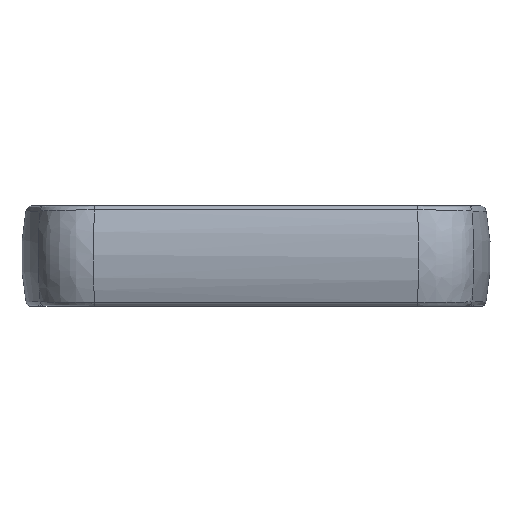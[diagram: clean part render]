
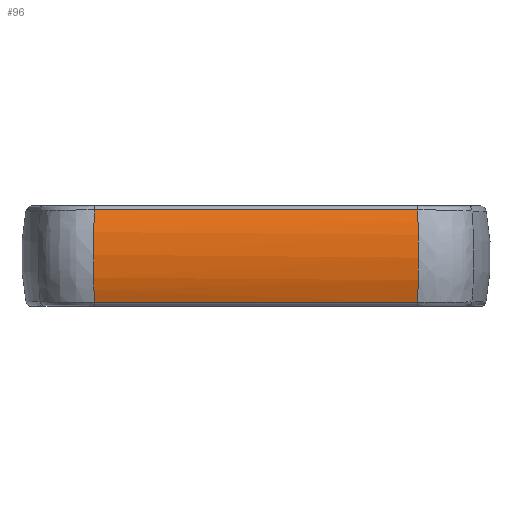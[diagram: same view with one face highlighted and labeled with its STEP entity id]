
A CAD part, top view. The second image highlights one B-rep face of the part: STEP entity #96.
In plain terms, the highlighted cylindrical face has radius 35 mm (diameter 70 mm), a partial arc.
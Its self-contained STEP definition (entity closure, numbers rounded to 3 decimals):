
#96 = ADVANCED_FACE( '', ( #222 ), #223, .T. );
#222 = FACE_OUTER_BOUND( '', #1017, .T. );
#223 = CYLINDRICAL_SURFACE( '', #1018, 35. );
#1017 = EDGE_LOOP( '', ( #2517, #2518, #2519, #2520 ) );
#1018 = AXIS2_PLACEMENT_3D( '', #2521, #2522, #2523 );
#2517 = ORIENTED_EDGE( '', *, *, #2749, .T. );
#2518 = ORIENTED_EDGE( '', *, *, #2764, .T. );
#2519 = ORIENTED_EDGE( '', *, *, #2803, .T. );
#2520 = ORIENTED_EDGE( '', *, *, #2804, .T. );
#2521 = CARTESIAN_POINT( '', ( 131.007, 0., 2. ) );
#2522 = DIRECTION( '', ( 1., 0., 0. ) );
#2523 = DIRECTION( '', ( 0., 0., 1. ) );
#2749 = EDGE_CURVE( '', #2892, #2890, #2893, .T. );
#2764 = EDGE_CURVE( '', #2890, #2899, #2916, .T. );
#2803 = EDGE_CURVE( '', #2899, #2979, #2980, .T. );
#2804 = EDGE_CURVE( '', #2979, #2892, #2981, .F. );
#2890 = VERTEX_POINT( '', #3125 );
#2892 = VERTEX_POINT( '', #3174 );
#2893 = B_SPLINE_CURVE_WITH_KNOTS( '', 3, ( #3175, #3176, #3177, #3178, #3179, #3180, #3181, #3182, #3183, #3184, #3185, #3186, #3187, #3188, #3189, #3190, #3191, #3192, #3193, #3194, #3195, #3196, #3197, #3198, #3199, #3200, #3201, #3202, #3203, #3204, #3205, #3206, #3207, #3208, #3209, #3210, #3211 ), .UNSPECIFIED., .F., .F., ( 4, 2, 1, 2, 2, 2, 1, 1, 1, 1, 1, 1, 2, 2, 1, 1, 2, 1, 1, 1, 2, 1, 2, 2, 4 ), ( 0.001, 0.003, 0.003, 0.003, 0.003, 0.004, 0.006, 0.007, 0.009, 0.01, 0.012, 0.013, 0.015, 0.015, 0.015, 0.016, 0.016, 0.018, 0.019, 0.021, 0.022, 0.023, 0.024, 0.024, 0.026 ), .UNSPECIFIED. );
#2899 = VERTEX_POINT( '', #3271 );
#2916 = LINE( '', #3428, #3429 );
#2979 = VERTEX_POINT( '', #3782 );
#2980 = B_SPLINE_CURVE_WITH_KNOTS( '', 3, ( #3783, #3784, #3785, #3786, #3787, #3788, #3789, #3790, #3791, #3792, #3793, #3794, #3795, #3796, #3797, #3798, #3799, #3800, #3801, #3802, #3803, #3804, #3805, #3806, #3807, #3808, #3809, #3810, #3811, #3812, #3813, #3814, #3815, #3816, #3817, #3818 ), .UNSPECIFIED., .F., .F., ( 4, 2, 2, 2, 2, 1, 1, 1, 1, 1, 2, 1, 1, 2, 2, 1, 1, 1, 1, 2, 1, 2, 2, 4 ), ( 0.001, 0.003, 0.003, 0.004, 0.004, 0.006, 0.007, 0.009, 0.01, 0.012, 0.013, 0.014, 0.015, 0.015, 0.015, 0.017, 0.018, 0.02, 0.021, 0.023, 0.023, 0.024, 0.024, 0.026 ), .UNSPECIFIED. );
#2981 = LINE( '', #3819, #3820 );
#3125 = CARTESIAN_POINT( '', ( 41.725, 11.842, 34.936 ) );
#3174 = CARTESIAN_POINT( '', ( 41.72, -12.015, 34.873 ) );
#3175 = CARTESIAN_POINT( '', ( 41.72, -12.015, 34.873 ) );
#3176 = CARTESIAN_POINT( '', ( 41.734, -11.536, 35.048 ) );
#3177 = CARTESIAN_POINT( '', ( 41.748, -11.053, 35.213 ) );
#3178 = CARTESIAN_POINT( '', ( 41.764, -10.445, 35.405 ) );
#3179 = CARTESIAN_POINT( '', ( 41.769, -10.263, 35.462 ) );
#3180 = CARTESIAN_POINT( '', ( 41.774, -10.079, 35.517 ) );
#3181 = CARTESIAN_POINT( '', ( 41.777, -9.957, 35.554 ) );
#3182 = CARTESIAN_POINT( '', ( 41.778, -9.896, 35.572 ) );
#3183 = CARTESIAN_POINT( '', ( 41.786, -9.59, 35.661 ) );
#3184 = CARTESIAN_POINT( '', ( 41.791, -9.345, 35.73 ) );
#3185 = CARTESIAN_POINT( '', ( 41.808, -8.609, 35.929 ) );
#3186 = CARTESIAN_POINT( '', ( 41.829, -7.624, 36.171 ) );
#3187 = CARTESIAN_POINT( '', ( 41.855, -6.139, 36.468 ) );
#3188 = CARTESIAN_POINT( '', ( 41.875, -4.647, 36.701 ) );
#3189 = CARTESIAN_POINT( '', ( 41.89, -3.146, 36.869 ) );
#3190 = CARTESIAN_POINT( '', ( 41.899, -1.637, 36.973 ) );
#3191 = CARTESIAN_POINT( '', ( 41.903, -0.12, 37.011 ) );
#3192 = CARTESIAN_POINT( '', ( 41.901, 0.897, 36.992 ) );
#3193 = CARTESIAN_POINT( '', ( 41.899, 1.471, 36.969 ) );
#3194 = CARTESIAN_POINT( '', ( 41.899, 1.534, 36.966 ) );
#3195 = CARTESIAN_POINT( '', ( 41.898, 1.662, 36.961 ) );
#3196 = CARTESIAN_POINT( '', ( 41.897, 1.853, 36.951 ) );
#3197 = CARTESIAN_POINT( '', ( 41.895, 2.299, 36.926 ) );
#3198 = CARTESIAN_POINT( '', ( 41.893, 2.679, 36.898 ) );
#3199 = CARTESIAN_POINT( '', ( 41.887, 3.439, 36.834 ) );
#3200 = CARTESIAN_POINT( '', ( 41.878, 4.449, 36.727 ) );
#3201 = CARTESIAN_POINT( '', ( 41.858, 5.952, 36.501 ) );
#3202 = CARTESIAN_POINT( '', ( 41.832, 7.444, 36.211 ) );
#3203 = CARTESIAN_POINT( '', ( 41.812, 8.431, 35.973 ) );
#3204 = CARTESIAN_POINT( '', ( 41.796, 9.168, 35.779 ) );
#3205 = CARTESIAN_POINT( '', ( 41.787, 9.536, 35.678 ) );
#3206 = CARTESIAN_POINT( '', ( 41.778, 9.903, 35.57 ) );
#3207 = CARTESIAN_POINT( '', ( 41.772, 10.147, 35.497 ) );
#3208 = CARTESIAN_POINT( '', ( 41.769, 10.269, 35.46 ) );
#3209 = CARTESIAN_POINT( '', ( 41.753, 10.879, 35.27 ) );
#3210 = CARTESIAN_POINT( '', ( 41.739, 11.362, 35.108 ) );
#3211 = CARTESIAN_POINT( '', ( 41.725, 11.842, 34.936 ) );
#3271 = CARTESIAN_POINT( '', ( -41.725, 11.842, 34.936 ) );
#3428 = CARTESIAN_POINT( '', ( 131.007, 11.842, 34.936 ) );
#3429 = VECTOR( '', #4538, 1000. );
#3782 = CARTESIAN_POINT( '', ( -41.72, -12.015, 34.873 ) );
#3783 = CARTESIAN_POINT( '', ( -41.725, 11.842, 34.936 ) );
#3784 = CARTESIAN_POINT( '', ( -41.739, 11.362, 35.108 ) );
#3785 = CARTESIAN_POINT( '', ( -41.753, 10.879, 35.27 ) );
#3786 = CARTESIAN_POINT( '', ( -41.769, 10.27, 35.46 ) );
#3787 = CARTESIAN_POINT( '', ( -41.772, 10.148, 35.497 ) );
#3788 = CARTESIAN_POINT( '', ( -41.778, 9.903, 35.57 ) );
#3789 = CARTESIAN_POINT( '', ( -41.781, 9.781, 35.606 ) );
#3790 = CARTESIAN_POINT( '', ( -41.79, 9.413, 35.711 ) );
#3791 = CARTESIAN_POINT( '', ( -41.796, 9.168, 35.779 ) );
#3792 = CARTESIAN_POINT( '', ( -41.812, 8.431, 35.973 ) );
#3793 = CARTESIAN_POINT( '', ( -41.832, 7.446, 36.21 ) );
#3794 = CARTESIAN_POINT( '', ( -41.858, 5.961, 36.5 ) );
#3795 = CARTESIAN_POINT( '', ( -41.877, 4.467, 36.725 ) );
#3796 = CARTESIAN_POINT( '', ( -41.891, 2.965, 36.885 ) );
#3797 = CARTESIAN_POINT( '', ( -41.9, 1.455, 36.981 ) );
#3798 = CARTESIAN_POINT( '', ( -41.902, 0.443, 37.001 ) );
#3799 = CARTESIAN_POINT( '', ( -41.902, -0.318, 36.999 ) );
#3800 = CARTESIAN_POINT( '', ( -41.901, -0.699, 36.995 ) );
#3801 = CARTESIAN_POINT( '', ( -41.9, -1.145, 36.982 ) );
#3802 = CARTESIAN_POINT( '', ( -41.899, -1.336, 36.975 ) );
#3803 = CARTESIAN_POINT( '', ( -41.899, -1.463, 36.969 ) );
#3804 = CARTESIAN_POINT( '', ( -41.899, -1.527, 36.967 ) );
#3805 = CARTESIAN_POINT( '', ( -41.896, -2.101, 36.941 ) );
#3806 = CARTESIAN_POINT( '', ( -41.89, -3.117, 36.872 ) );
#3807 = CARTESIAN_POINT( '', ( -41.875, -4.63, 36.704 ) );
#3808 = CARTESIAN_POINT( '', ( -41.855, -6.132, 36.47 ) );
#3809 = CARTESIAN_POINT( '', ( -41.829, -7.622, 36.171 ) );
#3810 = CARTESIAN_POINT( '', ( -41.808, -8.608, 35.929 ) );
#3811 = CARTESIAN_POINT( '', ( -41.791, -9.345, 35.73 ) );
#3812 = CARTESIAN_POINT( '', ( -41.783, -9.713, 35.627 ) );
#3813 = CARTESIAN_POINT( '', ( -41.774, -10.079, 35.518 ) );
#3814 = CARTESIAN_POINT( '', ( -41.767, -10.323, 35.443 ) );
#3815 = CARTESIAN_POINT( '', ( -41.764, -10.445, 35.405 ) );
#3816 = CARTESIAN_POINT( '', ( -41.748, -11.053, 35.213 ) );
#3817 = CARTESIAN_POINT( '', ( -41.734, -11.536, 35.048 ) );
#3818 = CARTESIAN_POINT( '', ( -41.72, -12.015, 34.873 ) );
#3819 = CARTESIAN_POINT( '', ( 131.007, -12.015, 34.873 ) );
#3820 = VECTOR( '', #4587, 1000. );
#4538 = DIRECTION( '', ( -1., 0., 0. ) );
#4587 = DIRECTION( '', ( -1., 0., 0. ) );
